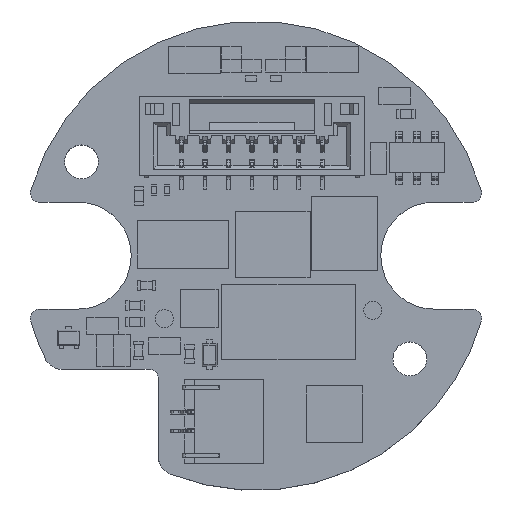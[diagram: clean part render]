
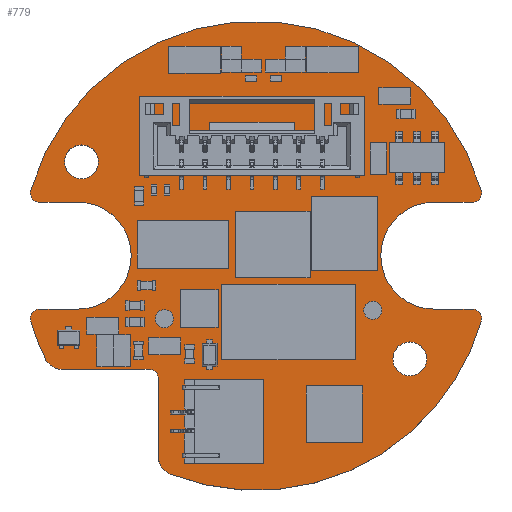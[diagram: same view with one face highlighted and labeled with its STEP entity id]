
A CAD part, top view. The second image highlights one B-rep face of the part: STEP entity #779.
In plain terms, the highlighted planar face has unit normal (0, 0, 1).
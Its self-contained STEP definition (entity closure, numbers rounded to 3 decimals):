
#171=CARTESIAN_POINT('',(95.564,55.384,1.958));
#172=DIRECTION('',(0.,0.,1.));
#173=DIRECTION('',(1.,0.,0.));
#174=AXIS2_PLACEMENT_3D('',#171,#172,#173);
#179=CARTESIAN_POINT('',(95.564,55.384,1.958));
#180=DIRECTION('',(0.,0.,1.));
#181=DIRECTION('',(-1.,0.,0.));
#182=AXIS2_PLACEMENT_3D('',#179,#180,#181);
#187=CARTESIAN_POINT('',(113.064,44.884,1.958));
#188=DIRECTION('',(0.,0.,1.));
#189=DIRECTION('',(1.,0.,0.));
#190=AXIS2_PLACEMENT_3D('',#187,#188,#189);
#195=CARTESIAN_POINT('',(113.064,44.884,1.958));
#196=DIRECTION('',(0.,0.,1.));
#197=DIRECTION('',(-1.,0.,0.));
#198=AXIS2_PLACEMENT_3D('',#195,#196,#197);
#203=DIRECTION('',(0.,1.,0.));
#204=VECTOR('',#203,4.16);
#205=CARTESIAN_POINT('',(99.664,39.67,1.958));
#206=LINE('',#205,#204);
#210=DIRECTION('',(-1.,0.,0.));
#211=VECTOR('',#210,4.634);
#212=CARTESIAN_POINT('',(99.164,44.33,1.958));
#213=LINE('',#212,#211);
#217=CARTESIAN_POINT('',(94.53,45.33,1.958));
#218=DIRECTION('',(0.,0.,-1.));
#219=DIRECTION('',(0.,-1.,0.));
#220=AXIS2_PLACEMENT_3D('',#217,#218,#219);
#225=CARTESIAN_POINT('',(104.864,50.384,1.958));
#226=DIRECTION('',(0.,0.,-1.));
#227=DIRECTION('',(-0.895,-0.445,0.));
#228=AXIS2_PLACEMENT_3D('',#225,#226,#227);
#233=DIRECTION('',(1.,0.,0.));
#234=VECTOR('',#233,2.023);
#235=CARTESIAN_POINT('',(93.341,47.534,1.958));
#236=LINE('',#235,#234);
#240=DIRECTION('',(-1.,0.,0.));
#241=VECTOR('',#240,2.023);
#242=CARTESIAN_POINT('',(95.364,53.234,1.958));
#243=LINE('',#242,#241);
#247=CARTESIAN_POINT('',(104.864,50.384,1.958));
#248=DIRECTION('',(0.,0.,-1.));
#249=DIRECTION('',(-0.96,0.279,0.));
#250=AXIS2_PLACEMENT_3D('',#247,#248,#249);
#255=DIRECTION('',(-1.,0.,0.));
#256=VECTOR('',#255,2.023);
#257=CARTESIAN_POINT('',(116.387,53.234,1.958));
#258=LINE('',#257,#256);
#262=DIRECTION('',(1.,0.,0.));
#263=VECTOR('',#262,2.023);
#264=CARTESIAN_POINT('',(114.364,47.534,1.958));
#265=LINE('',#264,#263);
#269=CARTESIAN_POINT('',(104.864,50.384,1.958));
#270=DIRECTION('',(0.,0.,-1.));
#271=DIRECTION('',(0.96,-0.279,0.));
#272=AXIS2_PLACEMENT_3D('',#269,#270,#271);
#277=CARTESIAN_POINT('',(104.861,50.37,1.958));
#278=DIRECTION('',(0.,0.,-1.));
#279=DIRECTION('',(0.769,-0.639,0.));
#280=AXIS2_PLACEMENT_3D('',#277,#278,#279);
#285=CARTESIAN_POINT('',(100.664,39.67,1.958));
#286=DIRECTION('',(0.,0.,-1.));
#287=DIRECTION('',(-0.365,-0.931,0.));
#288=AXIS2_PLACEMENT_3D('',#285,#286,#287);
#321=CARTESIAN_POINT('',(99.164,43.83,1.958));
#322=DIRECTION('',(0.,0.,-1.));
#323=DIRECTION('',(0.,1.,0.));
#324=AXIS2_PLACEMENT_3D('',#321,#322,#323);
#372=CARTESIAN_POINT('',(93.341,47.034,1.958));
#373=DIRECTION('',(0.,0.,1.));
#374=DIRECTION('',(0.,1.,0.));
#375=AXIS2_PLACEMENT_3D('',#372,#373,#374);
#401=CARTESIAN_POINT('',(95.364,50.384,1.958));
#402=DIRECTION('',(0.,0.,-1.));
#403=DIRECTION('',(0.,1.,0.));
#404=AXIS2_PLACEMENT_3D('',#401,#402,#403);
#423=CARTESIAN_POINT('',(93.341,53.734,1.958));
#424=DIRECTION('',(0.,0.,1.));
#425=DIRECTION('',(-0.96,0.279,0.));
#426=AXIS2_PLACEMENT_3D('',#423,#424,#425);
#452=CARTESIAN_POINT('',(116.387,53.734,1.958));
#453=DIRECTION('',(0.,0.,1.));
#454=DIRECTION('',(0.,-1.,0.));
#455=AXIS2_PLACEMENT_3D('',#452,#453,#454);
#481=CARTESIAN_POINT('',(114.364,50.384,1.958));
#482=DIRECTION('',(0.,0.,-1.));
#483=DIRECTION('',(0.,-1.,0.));
#484=AXIS2_PLACEMENT_3D('',#481,#482,#483);
#503=CARTESIAN_POINT('',(116.387,47.034,1.958));
#504=DIRECTION('',(0.,0.,1.));
#505=DIRECTION('',(0.96,-0.279,0.));
#506=AXIS2_PLACEMENT_3D('',#503,#504,#505);
#546=CARTESIAN_POINT('',(95.364,53.234,1.958));
#547=CARTESIAN_POINT('',(93.341,53.234,1.958));
#548=VERTEX_POINT('',#546);
#549=VERTEX_POINT('',#547);
#550=CARTESIAN_POINT('',(92.861,53.873,1.958));
#551=CARTESIAN_POINT('',(116.867,53.873,1.958));
#552=VERTEX_POINT('',#550);
#553=VERTEX_POINT('',#551);
#554=CARTESIAN_POINT('',(116.387,53.234,1.958));
#555=CARTESIAN_POINT('',(114.364,53.234,1.958));
#556=VERTEX_POINT('',#554);
#557=VERTEX_POINT('',#555);
#558=CARTESIAN_POINT('',(114.364,47.534,1.958));
#559=CARTESIAN_POINT('',(116.387,47.534,1.958));
#560=VERTEX_POINT('',#558);
#561=VERTEX_POINT('',#559);
#562=CARTESIAN_POINT('',(116.867,46.894,1.958));
#563=CARTESIAN_POINT('',(114.469,42.384,1.958));
#564=VERTEX_POINT('',#562);
#565=VERTEX_POINT('',#563);
#566=CARTESIAN_POINT('',(100.299,38.74,1.958));
#567=VERTEX_POINT('',#566);
#568=CARTESIAN_POINT('',(99.664,39.67,1.958));
#569=VERTEX_POINT('',#568);
#570=CARTESIAN_POINT('',(94.53,44.33,1.958));
#571=CARTESIAN_POINT('',(93.672,44.816,1.958));
#572=VERTEX_POINT('',#570);
#573=VERTEX_POINT('',#571);
#574=CARTESIAN_POINT('',(92.861,46.894,1.958));
#575=VERTEX_POINT('',#574);
#576=CARTESIAN_POINT('',(93.341,47.534,1.958));
#577=CARTESIAN_POINT('',(95.364,47.534,1.958));
#578=VERTEX_POINT('',#576);
#579=VERTEX_POINT('',#577);
#580=CARTESIAN_POINT('',(96.466,55.384,1.958));
#581=CARTESIAN_POINT('',(94.662,55.384,1.958));
#582=VERTEX_POINT('',#580);
#583=VERTEX_POINT('',#581);
#584=CARTESIAN_POINT('',(113.966,44.884,1.958));
#585=CARTESIAN_POINT('',(112.162,44.884,1.958));
#586=VERTEX_POINT('',#584);
#587=VERTEX_POINT('',#585);
#630=CARTESIAN_POINT('',(99.164,44.33,1.958));
#632=VERTEX_POINT('',#630);
#634=CARTESIAN_POINT('',(99.664,43.83,1.958));
#636=VERTEX_POINT('',#634);
#724=CARTESIAN_POINT('',(0.,0.,1.958));
#725=DIRECTION('',(0.,0.,1.));
#726=DIRECTION('',(1.,0.,0.));
#727=AXIS2_PLACEMENT_3D('',#724,#725,#726);
#728=PLANE('',#727);
#730=ORIENTED_EDGE('',*,*,#729,.T.);
#732=ORIENTED_EDGE('',*,*,#731,.F.);
#734=ORIENTED_EDGE('',*,*,#733,.T.);
#736=ORIENTED_EDGE('',*,*,#735,.T.);
#738=ORIENTED_EDGE('',*,*,#737,.T.);
#740=ORIENTED_EDGE('',*,*,#739,.F.);
#742=ORIENTED_EDGE('',*,*,#741,.T.);
#744=ORIENTED_EDGE('',*,*,#743,.F.);
#746=ORIENTED_EDGE('',*,*,#745,.T.);
#748=ORIENTED_EDGE('',*,*,#747,.F.);
#750=ORIENTED_EDGE('',*,*,#749,.T.);
#752=ORIENTED_EDGE('',*,*,#751,.F.);
#754=ORIENTED_EDGE('',*,*,#753,.T.);
#756=ORIENTED_EDGE('',*,*,#755,.F.);
#758=ORIENTED_EDGE('',*,*,#757,.T.);
#760=ORIENTED_EDGE('',*,*,#759,.F.);
#762=ORIENTED_EDGE('',*,*,#761,.T.);
#764=ORIENTED_EDGE('',*,*,#763,.T.);
#766=ORIENTED_EDGE('',*,*,#765,.T.);
#767=EDGE_LOOP('',(#730,#732,#734,#736,#738,#740,#742,#744,#746,#748,#750,#752,
#754,#756,#758,#760,#762,#764,#766));
#768=FACE_OUTER_BOUND('',#767,.F.);
#770=ORIENTED_EDGE('',*,*,#769,.T.);
#772=ORIENTED_EDGE('',*,*,#771,.T.);
#773=EDGE_LOOP('',(#770,#772));
#774=FACE_BOUND('',#773,.F.);
#775=ORIENTED_EDGE('',*,*,#704,.T.);
#776=ORIENTED_EDGE('',*,*,#718,.T.);
#777=EDGE_LOOP('',(#775,#776));
#778=FACE_BOUND('',#777,.F.);
#175=CIRCLE('',#174,0.902);
#183=CIRCLE('',#182,0.902);
#191=CIRCLE('',#190,0.902);
#199=CIRCLE('',#198,0.902);
#221=CIRCLE('',#220,1.);
#229=CIRCLE('',#228,12.5);
#251=CIRCLE('',#250,12.5);
#273=CIRCLE('',#272,12.5);
#281=CIRCLE('',#280,12.493);
#289=CIRCLE('',#288,1.);
#325=CIRCLE('',#324,0.5);
#376=CIRCLE('',#375,0.5);
#405=CIRCLE('',#404,2.85);
#427=CIRCLE('',#426,0.5);
#456=CIRCLE('',#455,0.5);
#485=CIRCLE('',#484,2.85);
#507=CIRCLE('',#506,0.5);
#704=EDGE_CURVE('',#582,#583,#175,.T.);
#718=EDGE_CURVE('',#583,#582,#183,.T.);
#729=EDGE_CURVE('',#569,#636,#206,.T.);
#731=EDGE_CURVE('',#632,#636,#325,.T.);
#733=EDGE_CURVE('',#632,#572,#213,.T.);
#735=EDGE_CURVE('',#572,#573,#221,.T.);
#737=EDGE_CURVE('',#573,#575,#229,.T.);
#739=EDGE_CURVE('',#578,#575,#376,.T.);
#741=EDGE_CURVE('',#578,#579,#236,.T.);
#743=EDGE_CURVE('',#548,#579,#405,.T.);
#745=EDGE_CURVE('',#548,#549,#243,.T.);
#747=EDGE_CURVE('',#552,#549,#427,.T.);
#749=EDGE_CURVE('',#552,#553,#251,.T.);
#751=EDGE_CURVE('',#556,#553,#456,.T.);
#753=EDGE_CURVE('',#556,#557,#258,.T.);
#755=EDGE_CURVE('',#560,#557,#485,.T.);
#757=EDGE_CURVE('',#560,#561,#265,.T.);
#759=EDGE_CURVE('',#564,#561,#507,.T.);
#761=EDGE_CURVE('',#564,#565,#273,.T.);
#763=EDGE_CURVE('',#565,#567,#281,.T.);
#765=EDGE_CURVE('',#567,#569,#289,.T.);
#769=EDGE_CURVE('',#586,#587,#191,.T.);
#771=EDGE_CURVE('',#587,#586,#199,.T.);
#779=ADVANCED_FACE('',(#768,#774,#778),#728,.T.);
